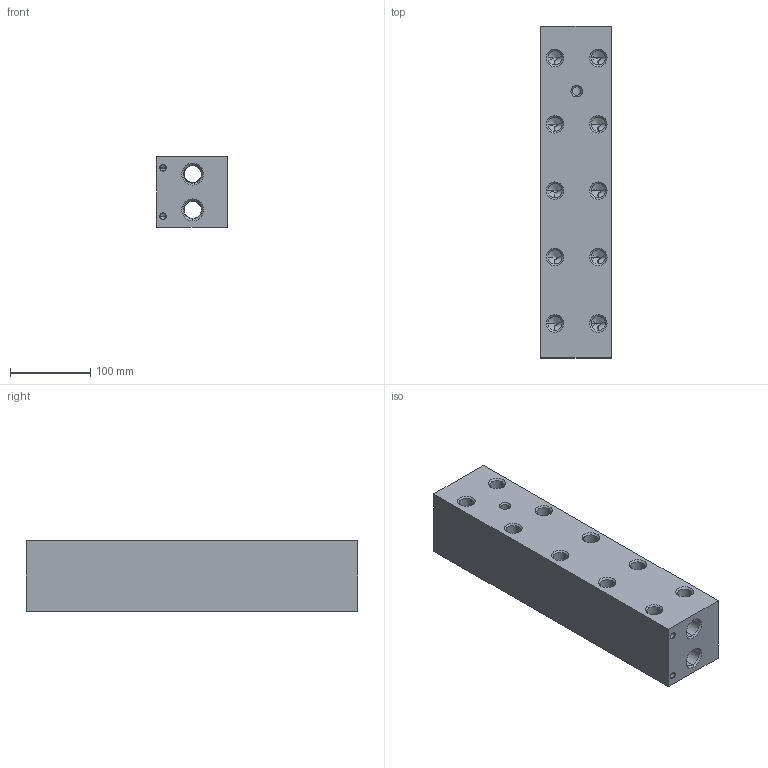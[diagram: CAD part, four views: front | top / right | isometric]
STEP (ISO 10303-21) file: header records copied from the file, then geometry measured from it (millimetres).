
FILE_DESCRIPTION((''),'2;1');
FILE_NAME('VPR_ASM','2021-10-08T',('ProEService'),(''),'PRO/ENGINEER BY PARAMETRIC TECHNOLOGY CORPORATION, 2014200','PRO/ENGINEER BY PARAMETRIC TECHNOLOGY CORPORATION, 2014200','');
FILE_SCHEMA(('CONFIG_CONTROL_DESIGN'));
Length unit declared in the file: inch
Products named in the file (2): 153-214-001; VPR_ASM
Assembly tree (1 placements, depth 2):
  VPR_ASM
    153-214-001
Bounding box: 87.33 x 412.75 x 87.33 mm (x, y, z)
Volume: 2632047.5 mm3; surface area: 270752.8 mm2
Topology: 1 solids, 1 shells, 357 faces, 1599 edges, 1446 vertices
Faces by surface type: cone 203, cylinder 144, plane 8, torus 2
Entity records: 17175 total; most frequent: CARTESIAN_POINT 5092, DIRECTION 2546, ORIENTED_EDGE 2026, EDGE_CURVE 1013, VECTOR 886, LINE 886, AXIS2_PLACEMENT_3D 830, VERTEX_POINT 682
